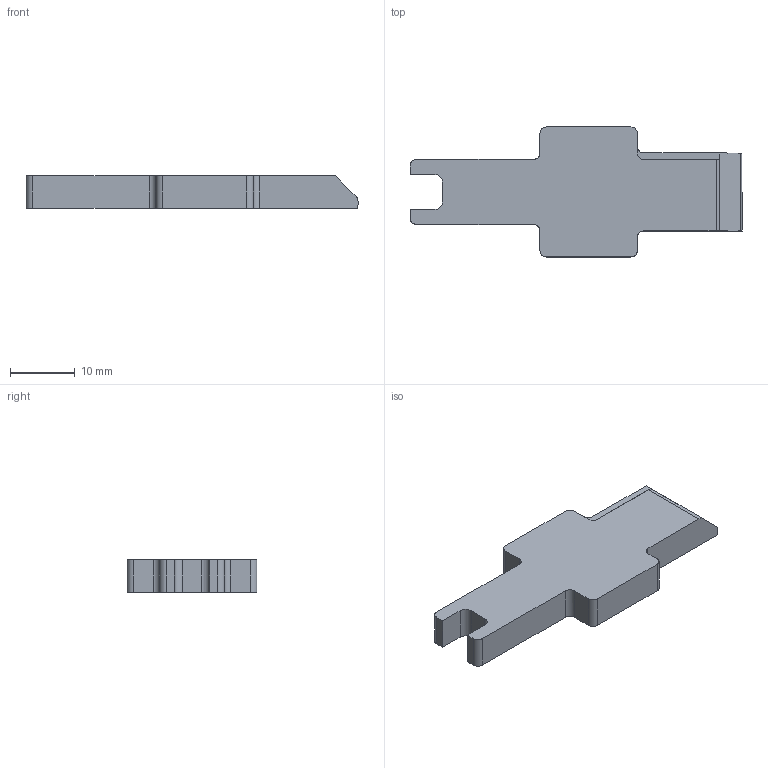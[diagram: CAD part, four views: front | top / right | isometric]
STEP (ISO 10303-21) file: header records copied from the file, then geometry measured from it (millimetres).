
FILE_DESCRIPTION (( 'STEP AP214' ), '1' );
FILE_NAME ('bat_bottom _trigger_v1.STEP', '2022-06-09T08:41:33', ( '' ), ( '' ), 'SwSTEP 2.0', 'SolidWorks 2017', '' );
FILE_SCHEMA (( 'AUTOMOTIVE_DESIGN' ));
Length unit declared in the file: millimetre
Products named in the file (1): bat_bottom _trigger_v1
Bounding box: 51.1 x 20 x 5 mm (x, y, z)
Volume: 3258.1 mm3; surface area: 2029.7 mm2
Topology: 1 solids, 1 shells, 35 faces, 99 edges, 66 vertices
Faces by surface type: plane 22, cylinder 13
Entity records: 1640 total; most frequent: CARTESIAN_POINT 340, ORIENTED_EDGE 198, DIRECTION 160, EDGE_CURVE 99, VECTOR 72, LINE 72, VERTEX_POINT 66, AXIS2_PLACEMENT_3D 44
